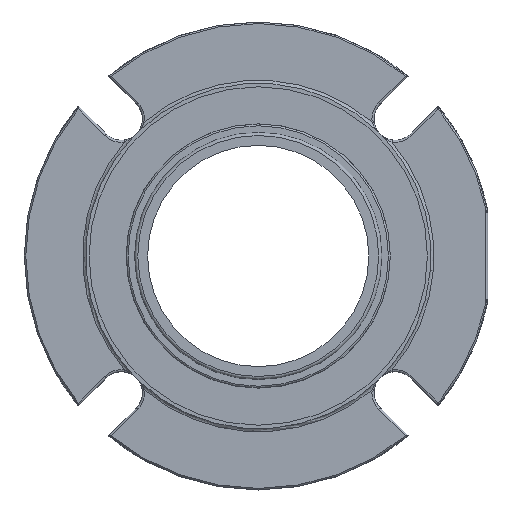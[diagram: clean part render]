
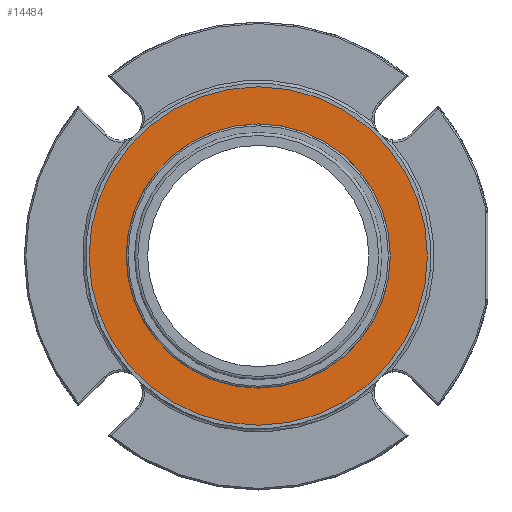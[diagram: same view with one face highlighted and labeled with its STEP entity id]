
A CAD part, left-side view. The second image highlights one B-rep face of the part: STEP entity #14484.
In plain terms, the highlighted planar face has unit normal (-1, 0, 0).
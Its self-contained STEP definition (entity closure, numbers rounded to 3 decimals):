
#1979=PLANE('',#15524);
#5018=ORIENTED_EDGE('',*,*,#6551,.T.);
#5019=ORIENTED_EDGE('',*,*,#6550,.T.);
#6550=EDGE_CURVE('',#7536,#7536,#8044,.F.);
#6551=EDGE_CURVE('',#7537,#7537,#8045,.T.);
#7536=VERTEX_POINT('',#26042);
#7537=VERTEX_POINT('',#26045);
#8044=CIRCLE('',#15523,64.453);
#8045=CIRCLE('',#15525,82.55);
#8748=EDGE_LOOP('',(#5018));
#8749=EDGE_LOOP('',(#5019));
#9460=FACE_BOUND('',#8748,.T.);
#9461=FACE_BOUND('',#8749,.T.);
#14484=ADVANCED_FACE('',(#9460,#9461),#1979,.T.);
#15523=AXIS2_PLACEMENT_3D('',#26041,#18091,#18092);
#15524=AXIS2_PLACEMENT_3D('',#26043,#18093,#18094);
#15525=AXIS2_PLACEMENT_3D('',#26044,#18095,#18096);
#18091=DIRECTION('',(-1.,0.,0.));
#18092=DIRECTION('',(0.,0.,1.));
#18093=DIRECTION('',(-1.,0.,0.));
#18094=DIRECTION('',(0.,0.,1.));
#18095=DIRECTION('',(-1.,0.,0.));
#18096=DIRECTION('',(0.,0.,1.));
#26041=CARTESIAN_POINT('',(-0.483,0.,0.));
#26042=CARTESIAN_POINT('',(-0.483,0.,64.453));
#26043=CARTESIAN_POINT('',(-0.483,0.,68.263));
#26044=CARTESIAN_POINT('',(-0.483,0.,0.));
#26045=CARTESIAN_POINT('',(-0.483,0.,82.55));
